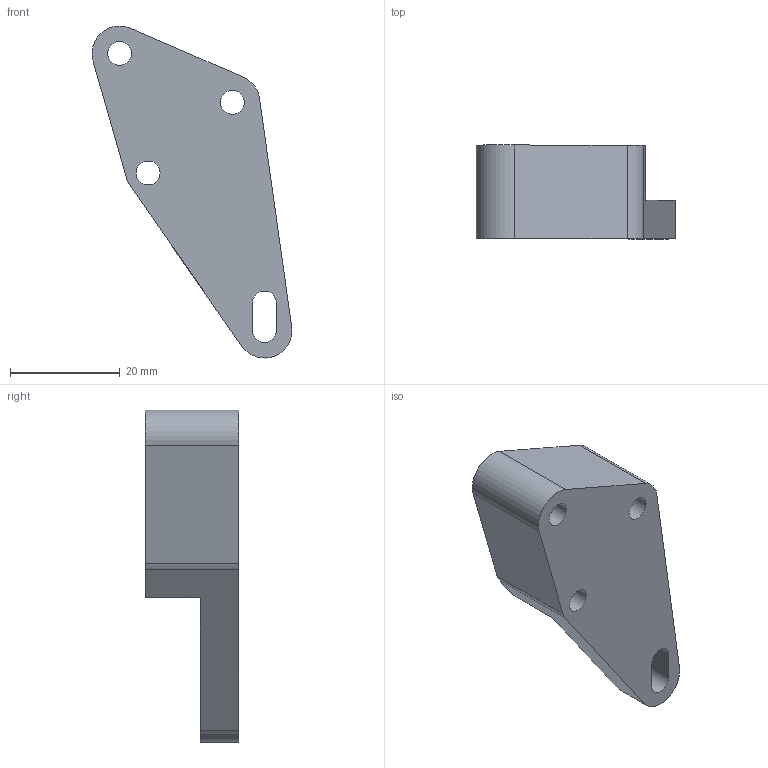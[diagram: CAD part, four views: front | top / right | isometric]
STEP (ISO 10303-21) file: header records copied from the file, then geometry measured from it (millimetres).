
FILE_DESCRIPTION(('FreeCAD Model'),'2;1');
FILE_NAME('Open CASCADE Shape Model','2025-03-01T01:29:20',(''),(''), 'Open CASCADE STEP processor 7.7','FreeCAD','Unknown');
FILE_SCHEMA(('AUTOMOTIVE_DESIGN { 1 0 10303 214 1 1 1 1 }'));
Length unit declared in the file: millimetre
Products named in the file (1): Bearing Wheel Mount
Bounding box: 36.34 x 17 x 60.39 mm (x, y, z)
Volume: 12627.2 mm3; surface area: 5213.6 mm2
Topology: 1 solids, 1 shells, 20 faces, 57 edges, 39 vertices
Faces by surface type: cylinder 11, plane 9
Full cylindrical faces by diameter (mm): 4.35 x3
Entity records: 704 total; most frequent: DIRECTION 121, CARTESIAN_POINT 120, ORIENTED_EDGE 114, EDGE_CURVE 57, AXIS2_PLACEMENT_3D 46, VERTEX_POINT 39, LINE 29, VECTOR 29
